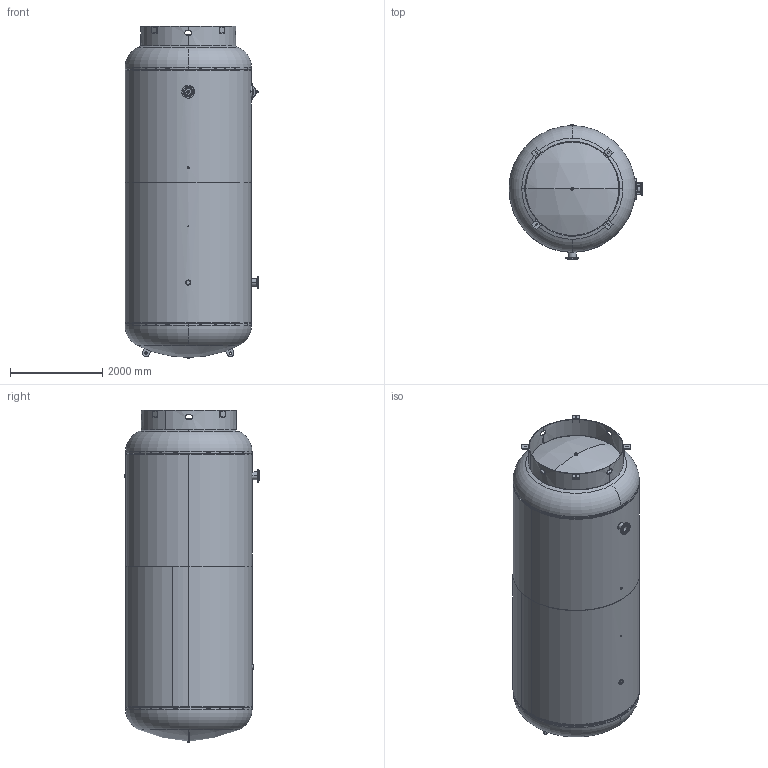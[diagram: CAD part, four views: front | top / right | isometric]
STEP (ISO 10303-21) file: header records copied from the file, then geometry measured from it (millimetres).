
FILE_DESCRIPTION (( 'STEP AP203' ), '1' );
FILE_NAME ('303970.STEP', '2012-05-21T21:09:28', ( '' ), ( '' ), 'SwSTEP 2.0', 'SolidWorks 2012', '' );
FILE_SCHEMA (( 'CONFIG_CONTROL_DESIGN' ));
Length unit declared in the file: inch
Products named in the file (1): 303970
Bounding box: 2905.03 x 2911.47 x 7207.58 mm (x, y, z)
Surface area: 73328124.1 mm2 (no closed solid volume)
Topology: 0 solids, 36 shells, 290 faces, 943 edges, 672 vertices
Faces by surface type: cylinder 149, plane 102, torus 18, bspline 13, sphere 4, cone 4
Full cylindrical faces by diameter (mm): 2743.2 x1
Entity records: 14640 total; most frequent: CARTESIAN_POINT 6297, DIRECTION 1799, ORIENTED_EDGE 1498, EDGE_CURVE 943, AXIS2_PLACEMENT_3D 696, VERTEX_POINT 672, CIRCLE 418, VECTOR 407
